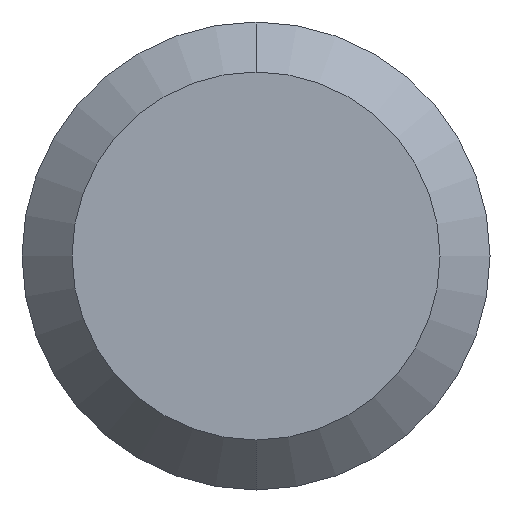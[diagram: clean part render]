
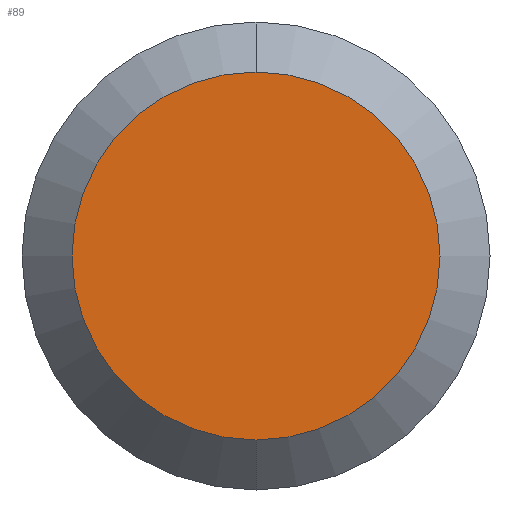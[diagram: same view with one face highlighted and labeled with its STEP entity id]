
A CAD part, front view. The second image highlights one B-rep face of the part: STEP entity #89.
In plain terms, the highlighted planar face has unit normal (0, -1, 0).
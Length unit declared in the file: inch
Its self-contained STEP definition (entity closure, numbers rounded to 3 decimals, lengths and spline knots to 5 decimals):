
#11 = FACE_OUTER_BOUND ( 'NONE', #228, .T. ) ;
#13 = DIRECTION ( 'NONE',  ( 0., -1., 0. ) ) ;
#20 = DIRECTION ( 'NONE',  ( 0., 0., 1. ) ) ;
#38 = CARTESIAN_POINT ( 'NONE',  ( 0., 0., 0. ) ) ;
#60 = DIRECTION ( 'NONE',  ( 0., 0., 1. ) ) ;
#71 = AXIS2_PLACEMENT_3D ( 'NONE', #73, #13, #60 ) ;
#73 = CARTESIAN_POINT ( 'NONE',  ( 0., 0., 0. ) ) ;
#77 = DIRECTION ( 'NONE',  ( 0., 1., 0. ) ) ;
#89 = ADVANCED_FACE ( 'NONE', ( #11 ), #242, .F. ) ;
#116 = CIRCLE ( 'NONE', #117, 0.0736 ) ;
#117 = AXIS2_PLACEMENT_3D ( 'NONE', #38, #213, #20 ) ;
#132 = CARTESIAN_POINT ( 'NONE',  ( 0., 0., -0.0736 ) ) ;
#134 = CARTESIAN_POINT ( 'NONE',  ( 0., 0., 0.0736 ) ) ;
#138 = AXIS2_PLACEMENT_3D ( 'NONE', #171, #77, #173 ) ;
#171 = CARTESIAN_POINT ( 'NONE',  ( 0., 0., 0. ) ) ;
#173 = DIRECTION ( 'NONE',  ( 0., 0., 1. ) ) ;
#179 = CIRCLE ( 'NONE', #71, 0.0736 ) ;
#203 = ORIENTED_EDGE ( 'NONE', *, *, #253, .T. ) ;
#205 = EDGE_CURVE ( 'NONE', #240, #221, #116, .T. ) ;
#213 = DIRECTION ( 'NONE',  ( 0., -1., 0. ) ) ;
#221 = VERTEX_POINT ( 'NONE', #132 ) ;
#228 = EDGE_LOOP ( 'NONE', ( #261, #203 ) ) ;
#240 = VERTEX_POINT ( 'NONE', #134 ) ;
#242 = PLANE ( 'NONE',  #138 ) ;
#253 = EDGE_CURVE ( 'NONE', #221, #240, #179, .T. ) ;
#261 = ORIENTED_EDGE ( 'NONE', *, *, #205, .T. ) ;
